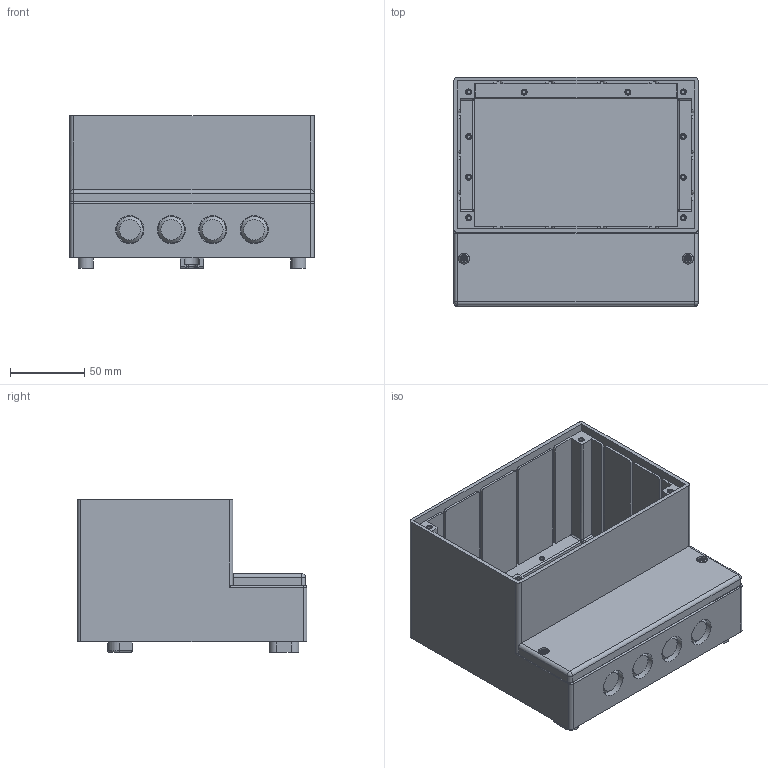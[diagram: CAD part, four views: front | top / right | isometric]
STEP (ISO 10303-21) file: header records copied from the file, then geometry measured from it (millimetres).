
FILE_DESCRIPTION(/* description */ (''),/* implementation_level */ '2;1');
FILE_NAME(/* name */ '0701100700 - MBRCA 17.stp',/* time_stamp */ '2017-02-10T13:06:34+01:00',/* author */ ('robin.rentz'),/* organization */ (''),/* preprocessor_version */ 'ST-DEVELOPER v16.5',/* originating_system */ 'Autodesk Inventor 2017',/* authorisation */ '');
FILE_SCHEMA (('AUTOMOTIVE_DESIGN { 1 0 10303 214 3 1 1 }'));
Length unit declared in the file: millimetre
Products named in the file (6): 0701100700 - MBRCA 17; 0701100701-UT_MBRCA 17; 0701100605-Klemmraumabdeckung MBRCA 16-17-16K-17K; 1900000000; Einpressmutter M4x9,5 mm Dodge; 1990000243 Schrauben A2 BM4x10_6
Assembly tree (16 placements, depth 2):
  0701100700 - MBRCA 17
    0701100701-UT_MBRCA 17
    0701100605-Klemmraumabdeckung MBRCA 16-17-16K-17K
    1900000000  x10
    Einpressmutter M4x9,5 mm Dodge  x2
    1990000243 Schrauben A2 BM4x10_6  x2
Bounding box: 165 x 155 x 103 mm (x, y, z)
Volume: 340498.4 mm3; surface area: 228391.4 mm2
Topology: 16 solids, 16 shells, 947 faces, 2608 edges, 1678 vertices
Faces by surface type: plane 563, cylinder 257, cone 53, torus 46, bspline 24, sphere 4
Full cylindrical faces by diameter (mm): 2 x6, 2.459 x10, 3.242 x2, 3.3 x2, 3.6 x2, 4 x22, 5.5 x2, 5.6 x2, 6.6 x4, 6.8 x2, 7.4 x2, 19 x7
Entity records: 18680 total; most frequent: CARTESIAN_POINT 4114, DIRECTION 3010, ORIENTED_EDGE 2912, EDGE_CURVE 1456, AXIS2_PLACEMENT_3D 1026, VERTEX_POINT 978, LINE 958, VECTOR 958
